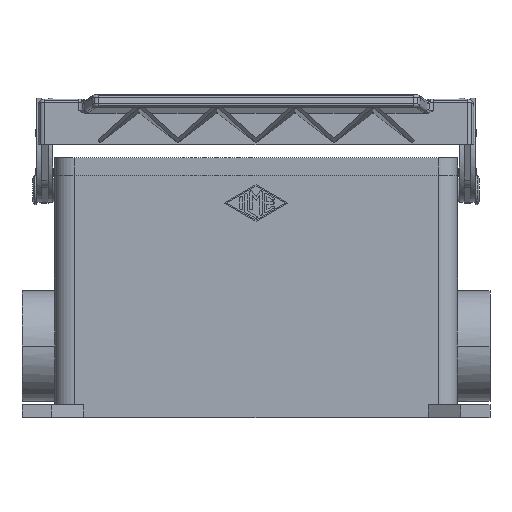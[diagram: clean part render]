
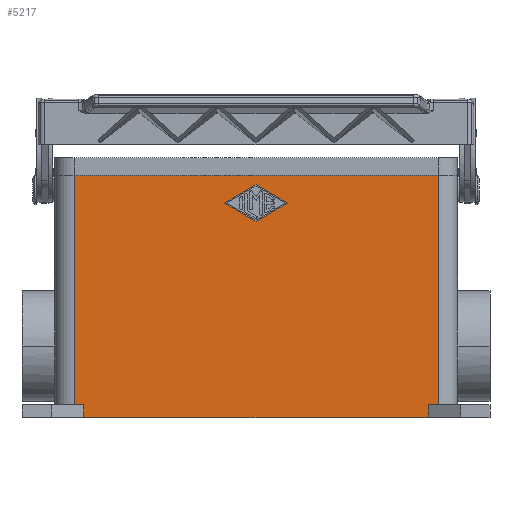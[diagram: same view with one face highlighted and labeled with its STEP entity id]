
A CAD part, front view. The second image highlights one B-rep face of the part: STEP entity #5217.
In plain terms, the highlighted planar face has unit normal (0, -1, 0).
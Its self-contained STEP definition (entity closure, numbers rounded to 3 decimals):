
#4375=CARTESIAN_POINT('',(-9.75,-21.75,15.));
#4376=VERTEX_POINT('',#4375);
#4383=CARTESIAN_POINT('',(0.,-21.75,9.375));
#4384=VERTEX_POINT('',#4383);
#4385=CARTESIAN_POINT('',(0.,-21.75,9.375));
#4386=DIRECTION('',(-0.866,0.0,0.5));
#4387=VECTOR('',#4386,11.256);
#4388=LINE('',#4385,#4387);
#4389=EDGE_CURVE('',#4384,#4376,#4388,.T.);
#4414=CARTESIAN_POINT('',(9.75,-21.75,15.));
#4415=VERTEX_POINT('',#4414);
#4416=CARTESIAN_POINT('',(9.75,-21.75,15.));
#4417=DIRECTION('',(-0.866,0.0,-0.5));
#4418=VECTOR('',#4417,11.256);
#4419=LINE('',#4416,#4418);
#4420=EDGE_CURVE('',#4415,#4384,#4419,.T.);
#4445=CARTESIAN_POINT('',(0.,-21.75,20.625));
#4446=VERTEX_POINT('',#4445);
#4447=CARTESIAN_POINT('',(0.,-21.75,20.625));
#4448=DIRECTION('',(0.866,0.0,-0.5));
#4449=VECTOR('',#4448,11.256);
#4450=LINE('',#4447,#4449);
#4451=EDGE_CURVE('',#4446,#4415,#4450,.T.);
#4474=CARTESIAN_POINT('',(-9.75,-21.75,15.));
#4475=DIRECTION('',(0.866,0.0,0.5));
#4476=VECTOR('',#4475,11.256);
#4477=LINE('',#4474,#4476);
#4478=EDGE_CURVE('',#4376,#4446,#4477,.T.);
#5140=CARTESIAN_POINT('',(53.0,-21.75,-51.0));
#5141=DIRECTION('',(0.0,-1.0,0.0));
#5142=DIRECTION('',(0.0,0.0,-1.0));
#5143=AXIS2_PLACEMENT_3D('',#5140,#5141,#5142);
#5144=PLANE('',#5143);
#5145=CARTESIAN_POINT('',(-53.0,-21.75,-51.0));
#5146=VERTEX_POINT('',#5145);
#5147=CARTESIAN_POINT('',(-53.0,-21.75,-47.));
#5148=VERTEX_POINT('',#5147);
#5149=CARTESIAN_POINT('',(-53.0,-21.75,-51.0));
#5150=DIRECTION('',(0.0,0.0,1.0));
#5151=VECTOR('',#5150,4.);
#5152=LINE('',#5149,#5151);
#5153=EDGE_CURVE('',#5146,#5148,#5152,.T.);
#5154=ORIENTED_EDGE('',*,*,#5153,.F.);
#5155=CARTESIAN_POINT('',(53.0,-21.75,-51.0));
#5156=VERTEX_POINT('',#5155);
#5157=CARTESIAN_POINT('',(53.0,-21.75,-51.0));
#5158=DIRECTION('',(-1.0,0.0,0.0));
#5159=VECTOR('',#5158,106.0);
#5160=LINE('',#5157,#5159);
#5161=EDGE_CURVE('',#5156,#5146,#5160,.T.);
#5162=ORIENTED_EDGE('',*,*,#5161,.F.);
#5163=CARTESIAN_POINT('',(53.0,-21.75,-47.));
#5164=VERTEX_POINT('',#5163);
#5165=CARTESIAN_POINT('',(53.0,-21.75,-51.0));
#5166=DIRECTION('',(0.0,0.0,1.0));
#5167=VECTOR('',#5166,4.);
#5168=LINE('',#5165,#5167);
#5169=EDGE_CURVE('',#5156,#5164,#5168,.T.);
#5170=ORIENTED_EDGE('',*,*,#5169,.T.);
#5171=CARTESIAN_POINT('',(56.0,-21.75,-47.));
#5172=VERTEX_POINT('',#5171);
#5173=CARTESIAN_POINT('',(56.0,-21.75,-47.));
#5174=DIRECTION('',(-1.0,0.0,0.0));
#5175=VECTOR('',#5174,3.0);
#5176=LINE('',#5173,#5175);
#5177=EDGE_CURVE('',#5172,#5164,#5176,.T.);
#5178=ORIENTED_EDGE('',*,*,#5177,.F.);
#5179=CARTESIAN_POINT('',(56.0,-21.75,23.5));
#5180=VERTEX_POINT('',#5179);
#5181=CARTESIAN_POINT('',(56.0,-21.75,-47.));
#5182=DIRECTION('',(0.0,0.0,1.0));
#5183=VECTOR('',#5182,70.5);
#5184=LINE('',#5181,#5183);
#5185=EDGE_CURVE('',#5172,#5180,#5184,.T.);
#5186=ORIENTED_EDGE('',*,*,#5185,.T.);
#5187=CARTESIAN_POINT('',(-56.0,-21.75,23.5));
#5188=VERTEX_POINT('',#5187);
#5189=CARTESIAN_POINT('',(56.0,-21.75,23.5));
#5190=DIRECTION('',(-1.0,0.0,0.0));
#5191=VECTOR('',#5190,112.0);
#5192=LINE('',#5189,#5191);
#5193=EDGE_CURVE('',#5180,#5188,#5192,.T.);
#5194=ORIENTED_EDGE('',*,*,#5193,.T.);
#5195=CARTESIAN_POINT('',(-56.0,-21.75,-47.));
#5196=VERTEX_POINT('',#5195);
#5197=CARTESIAN_POINT('',(-56.0,-21.75,-47.));
#5198=DIRECTION('',(0.0,0.0,1.0));
#5199=VECTOR('',#5198,70.5);
#5200=LINE('',#5197,#5199);
#5201=EDGE_CURVE('',#5196,#5188,#5200,.T.);
#5202=ORIENTED_EDGE('',*,*,#5201,.F.);
#5203=CARTESIAN_POINT('',(-53.0,-21.75,-47.));
#5204=DIRECTION('',(-1.0,0.0,0.0));
#5205=VECTOR('',#5204,3.0);
#5206=LINE('',#5203,#5205);
#5207=EDGE_CURVE('',#5148,#5196,#5206,.T.);
#5208=ORIENTED_EDGE('',*,*,#5207,.F.);
#5209=EDGE_LOOP('',(#5154,#5162,#5170,#5178,#5186,#5194,#5202,#5208));
#5210=FACE_OUTER_BOUND('',#5209,.T.);
#5211=ORIENTED_EDGE('',*,*,#4389,.T.);
#5212=ORIENTED_EDGE('',*,*,#4478,.T.);
#5213=ORIENTED_EDGE('',*,*,#4451,.T.);
#5214=ORIENTED_EDGE('',*,*,#4420,.T.);
#5215=EDGE_LOOP('',(#5211,#5212,#5213,#5214));
#5216=FACE_BOUND('',#5215,.T.);
#5217=ADVANCED_FACE('',(#5210,#5216),#5144,.T.);
